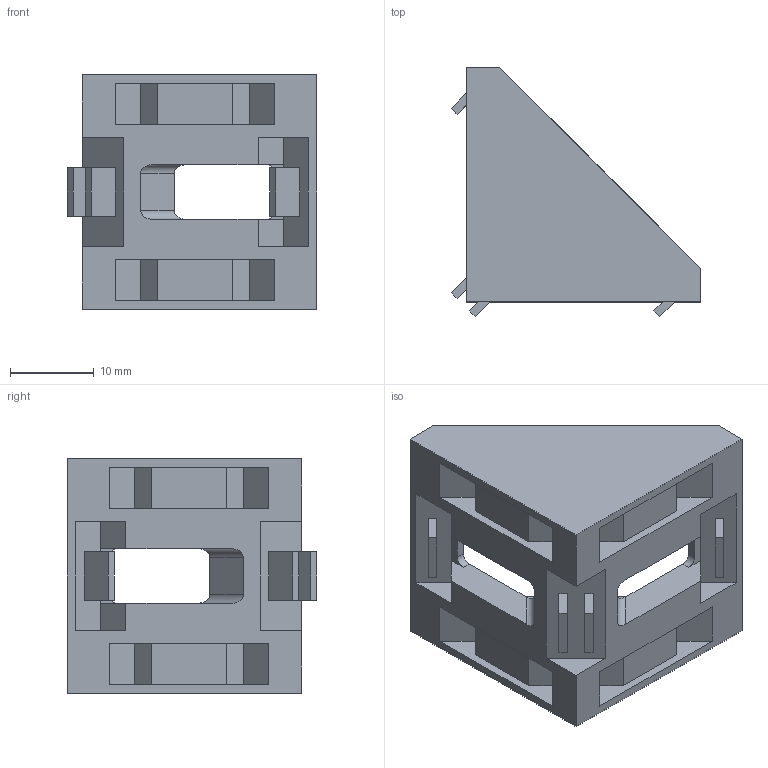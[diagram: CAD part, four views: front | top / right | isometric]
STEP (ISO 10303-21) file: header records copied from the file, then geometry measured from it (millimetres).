
FILE_DESCRIPTION(/* description */ ('Kątownik usztywniający 28x28'),/* implementation_level */ '2;1');
FILE_NAME(/* name */ '302828-1.stp',/* time_stamp */ '2022-10-07T09:16:13+02:00',/* author */ ('aluteckkpl_am'),/* organization */ (''),/* preprocessor_version */ 'ST-DEVELOPER v18.1',/* originating_system */ 'Autodesk Inventor 2021',/* authorisation */ '');
FILE_SCHEMA (('CONFIG_CONTROL_DESIGN'));
Length unit declared in the file: millimetre
Products named in the file (1): 302828-1
Bounding box: 29.77 x 29.77 x 28 mm (x, y, z)
Volume: 6110.2 mm3; surface area: 5223.6 mm2
Topology: 1 solids, 1 shells, 112 faces, 294 edges, 192 vertices
Faces by surface type: plane 97, cylinder 15
Entity records: 3441 total; most frequent: CARTESIAN_POINT 599, ORIENTED_EDGE 588, DIRECTION 550, EDGE_CURVE 294, LINE 264, VECTOR 264, VERTEX_POINT 192, AXIS2_PLACEMENT_3D 143
